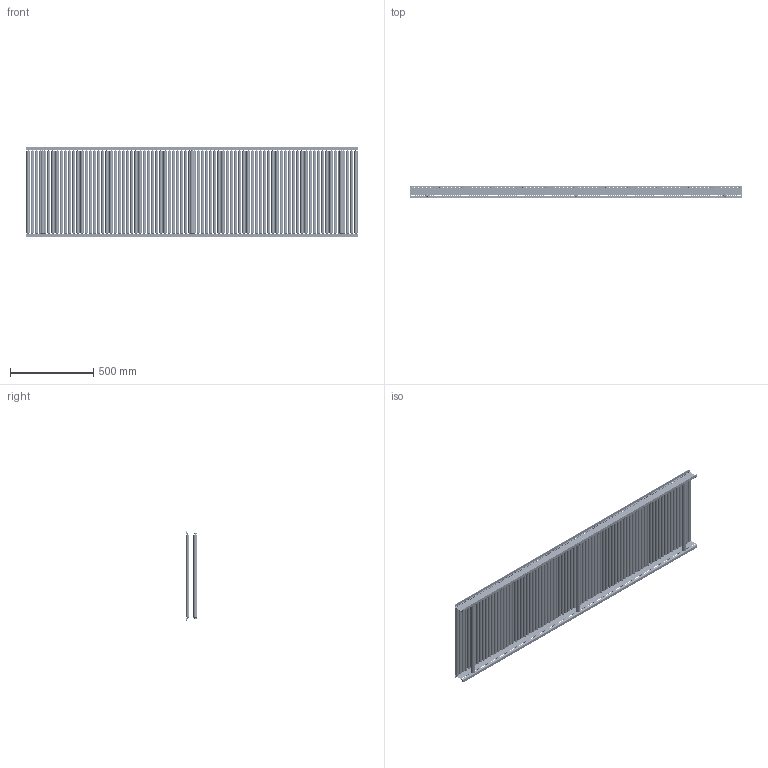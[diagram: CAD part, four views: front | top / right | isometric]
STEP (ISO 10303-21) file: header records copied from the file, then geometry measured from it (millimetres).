
FILE_DESCRIPTION (( 'STEP AP214' ), '1' );
FILE_NAME ('0051462.step', '2021-10-26T13:38:22', ( '' ), ( '' ), 'SwSTEP 2.0', 'SolidWorks 2020', '' );
FILE_SCHEMA (( 'AUTOMOTIVE_DESIGN' ));
Length unit declared in the file: millimetre
Products named in the file (8): S100994_Sperrzahnschraube_M08x16-8.8-A2K; 0039777_Achse-ﾘ06-FA-KFG_L=520 f〉 D20; Profil_KRB-20x70x20x2_KFG_S100206_U-PROFIL-20-70-20-2-KRB-�20-L=2000; KUT50-20x1,5-STI-A6_FA-EL=KFG_S100911_KUT50-20x1-STI-A6-FA-EL=500; S100993_Tragrollenrohr-Ø20x1STI_KFG_L=480; 0051462; S100992_Typ-KUT50-20x1-6; Traversen_KFG_L500
Assembly tree (95 placements, depth 3):
  0051462
    Profil_KRB-20x70x20x2_KFG_S100206_U-PROFIL-20-70-20-2-KRB-�20-L=2000  x2
    KUT50-20x1,5-STI-A6_FA-EL=KFG_S100911_KUT50-20x1-STI-A6-FA-EL=500  x80
      0039777_Achse-ﾘ06-FA-KFG_L=520 f〉 D20
      S100993_Tragrollenrohr-Ø20x1STI_KFG_L=480
      S100992_Typ-KUT50-20x1-6
    Traversen_KFG_L500  x3
    S100994_Sperrzahnschraube_M08x16-8.8-A2K  x6
Bounding box: 2000 x 70.98 x 540 mm (x, y, z)
Volume: 4501277.2 mm3; surface area: 6948218.8 mm2
Topology: 177 solids, 497 shells, 15746 faces, 43220 edges, 27692 vertices
Faces by surface type: cylinder 5988, plane 5122, torus 2584, cone 2052
Entity records: 31867 total; most frequent: DIRECTION 5760, CARTESIAN_POINT 5279, ORIENTED_EDGE 4792, AXIS2_PLACEMENT_3D 2455, EDGE_CURVE 2416, VERTEX_POINT 1590, CIRCLE 1510, EDGE_LOOP 1500
